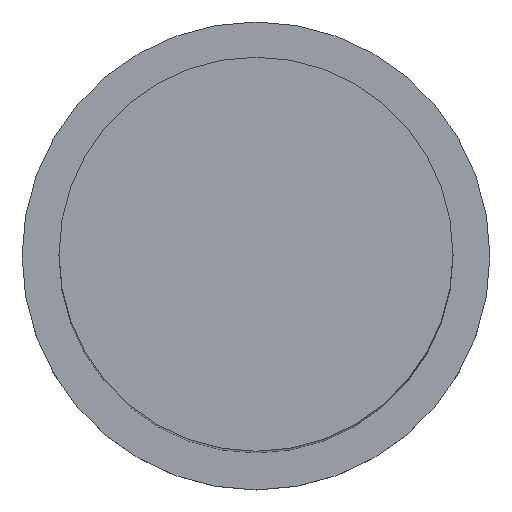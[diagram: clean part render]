
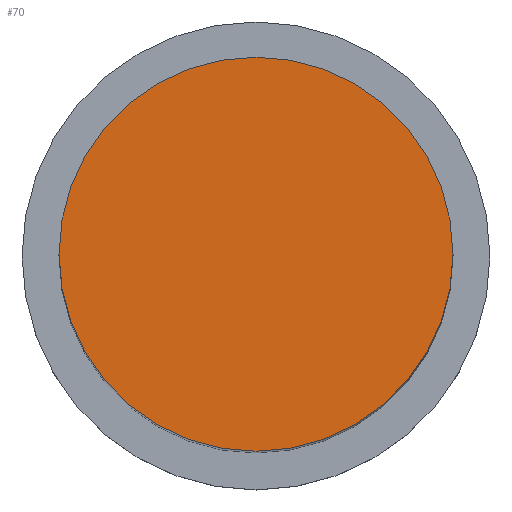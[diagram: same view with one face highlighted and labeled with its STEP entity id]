
A CAD part, top view. The second image highlights one B-rep face of the part: STEP entity #70.
In plain terms, the highlighted planar face has unit normal (0, 0, 1).
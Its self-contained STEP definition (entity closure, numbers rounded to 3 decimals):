
#70=ADVANCED_FACE('240[2]',(#159),#160,.T.);
#105=EDGE_CURVE('240[2]',#214,#214,#215,.T.);
#159=FACE_OUTER_BOUND('',#270,.T.);
#160=PLANE('',#271);
#214=VERTEX_POINT('',#469);
#215=CIRCLE('',#470,16.0);
#270=EDGE_LOOP('',(#514));
#271=AXIS2_PLACEMENT_3D('',#515,#516,#517);
#469=CARTESIAN_POINT('',(0.,16.0,80.));
#470=AXIS2_PLACEMENT_3D('',#573,#574,#575);
#514=ORIENTED_EDGE('',*,*,#105,.F.);
#515=CARTESIAN_POINT('',(0.,8.,80.));
#516=DIRECTION('',(0.,0.,1.0));
#517=DIRECTION('',(1.0,0.,0.0));
#573=CARTESIAN_POINT('',(0.,0.,80.));
#574=DIRECTION('',(0.,0.,-1.0));
#575=DIRECTION('',(0.,1.0,0.));
